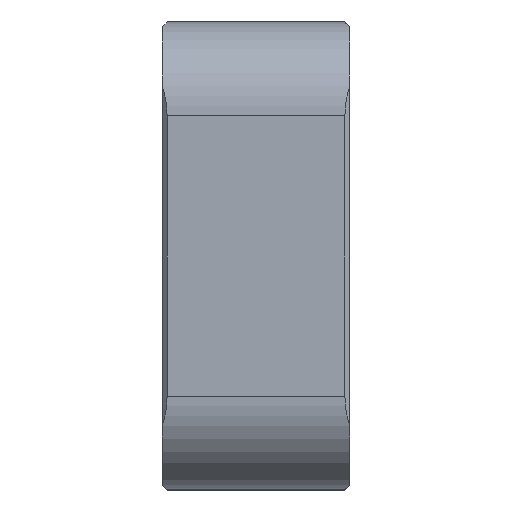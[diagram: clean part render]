
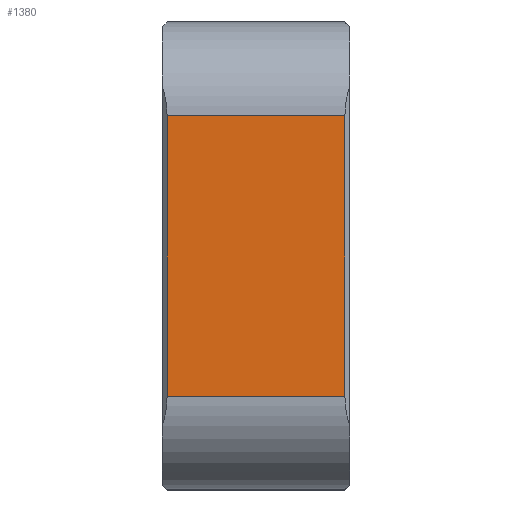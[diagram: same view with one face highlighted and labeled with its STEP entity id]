
A CAD part, left-side view. The second image highlights one B-rep face of the part: STEP entity #1380.
In plain terms, the highlighted planar face has unit normal (-1, 0, 0).
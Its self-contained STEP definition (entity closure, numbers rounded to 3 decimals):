
#13 = LINE ( 'NONE', #1173, #937 ) ;
#29 = DIRECTION ( 'NONE',  ( 0., 1., 0. ) ) ;
#45 = EDGE_CURVE ( 'NONE', #472, #310, #13, .T. ) ;
#51 = CARTESIAN_POINT ( 'NONE',  ( -227.5, 0.5, -15. ) ) ;
#143 = PLANE ( 'NONE',  #1112 ) ;
#155 = VERTEX_POINT ( 'NONE', #51 ) ;
#161 = CARTESIAN_POINT ( 'NONE',  ( -227.5, 20., 15. ) ) ;
#233 = LINE ( 'NONE', #327, #1524 ) ;
#310 = VERTEX_POINT ( 'NONE', #1600 ) ;
#327 = CARTESIAN_POINT ( 'NONE',  ( -227.5, 20., -15. ) ) ;
#356 = EDGE_CURVE ( 'NONE', #155, #1538, #943, .T. ) ;
#472 = VERTEX_POINT ( 'NONE', #527 ) ;
#502 = EDGE_LOOP ( 'NONE', ( #1474, #1549, #877, #1409 ) ) ;
#527 = CARTESIAN_POINT ( 'NONE',  ( -227.5, 19.5, 15. ) ) ;
#692 = EDGE_CURVE ( 'NONE', #1538, #472, #1241, .T. ) ;
#789 = DIRECTION ( 'NONE',  ( 1., 0., 0. ) ) ;
#815 = VECTOR ( 'NONE', #862, 1000. ) ;
#836 = CARTESIAN_POINT ( 'NONE',  ( -227.5, 0.5, 15. ) ) ;
#862 = DIRECTION ( 'NONE',  ( 0., 0., 1. ) ) ;
#877 = ORIENTED_EDGE ( 'NONE', *, *, #356, .T. ) ;
#937 = VECTOR ( 'NONE', #1289, 1000. ) ;
#943 = LINE ( 'NONE', #979, #815 ) ;
#964 = EDGE_CURVE ( 'NONE', #310, #155, #233, .T. ) ;
#977 = VECTOR ( 'NONE', #29, 1000. ) ;
#979 = CARTESIAN_POINT ( 'NONE',  ( -227.5, 0.5, 25. ) ) ;
#1077 = DIRECTION ( 'NONE',  ( 0., -1., 0. ) ) ;
#1112 = AXIS2_PLACEMENT_3D ( 'NONE', #1130, #789, #1416 ) ;
#1130 = CARTESIAN_POINT ( 'NONE',  ( -227.5, 20., 25. ) ) ;
#1173 = CARTESIAN_POINT ( 'NONE',  ( -227.5, 19.5, -25. ) ) ;
#1241 = LINE ( 'NONE', #161, #977 ) ;
#1289 = DIRECTION ( 'NONE',  ( 0., 0., -1. ) ) ;
#1380 = ADVANCED_FACE ( 'NONE', ( #1466 ), #143, .F. ) ;
#1409 = ORIENTED_EDGE ( 'NONE', *, *, #692, .T. ) ;
#1416 = DIRECTION ( 'NONE',  ( 0., 0., -1. ) ) ;
#1466 = FACE_OUTER_BOUND ( 'NONE', #502, .T. ) ;
#1474 = ORIENTED_EDGE ( 'NONE', *, *, #45, .T. ) ;
#1524 = VECTOR ( 'NONE', #1077, 1000. ) ;
#1538 = VERTEX_POINT ( 'NONE', #836 ) ;
#1549 = ORIENTED_EDGE ( 'NONE', *, *, #964, .T. ) ;
#1600 = CARTESIAN_POINT ( 'NONE',  ( -227.5, 19.5, -15. ) ) ;
